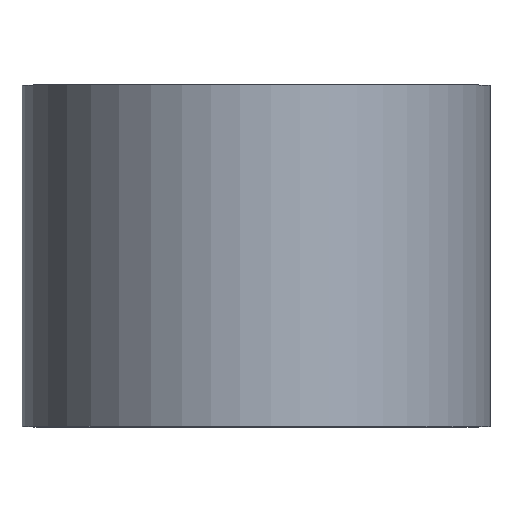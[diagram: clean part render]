
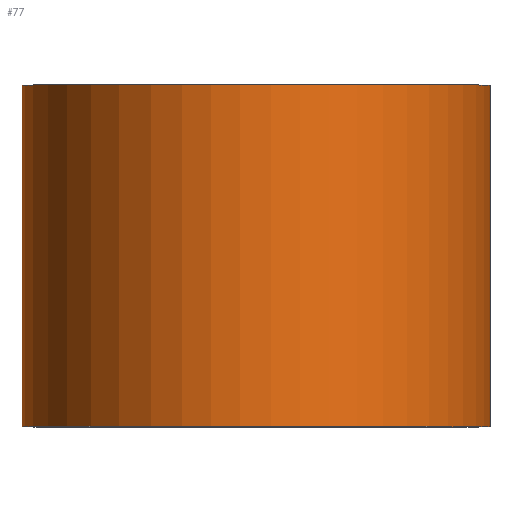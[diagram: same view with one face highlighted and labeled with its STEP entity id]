
A CAD part, top view. The second image highlights one B-rep face of the part: STEP entity #77.
In plain terms, the highlighted free-form (B-spline) face has degree [1, 2] with [2, 9] control points.
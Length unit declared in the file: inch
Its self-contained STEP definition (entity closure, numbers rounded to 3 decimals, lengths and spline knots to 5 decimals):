
#15=(
BOUNDED_SURFACE()
B_SPLINE_SURFACE(1,2,((#1093,#1094,#1095,#1096,#1097,#1098,#1099,#1100,
#1101),(#1102,#1103,#1104,#1105,#1106,#1107,#1108,#1109,#1110)),
 .UNSPECIFIED.,.F.,.T.,.F.)
B_SPLINE_SURFACE_WITH_KNOTS((2,2),(3,2,2,2,3),(0.,1.14613),(-3.14159,
-1.5708,0.,1.5708,3.14159),.UNSPECIFIED.)
GEOMETRIC_REPRESENTATION_ITEM()
RATIONAL_B_SPLINE_SURFACE(((1.,0.707,1.,0.707,1.,
0.707,1.,0.707,1.),(1.,0.707,1.,0.707,
1.,0.707,1.,0.707,1.)))
REPRESENTATION_ITEM('')
SURFACE()
);
#18=ELLIPSE('',#102,0.8725,0.685);
#19=ELLIPSE('',#103,0.8725,0.685);
#25=FACE_OUTER_BOUND('',#31,.T.);
#31=EDGE_LOOP('',(#66,#67,#68,#69));
#39=LINE('',#1112,#42);
#42=VECTOR('',#113,0.8725);
#46=VERTEX_POINT('',#1091);
#47=VERTEX_POINT('',#1111);
#53=EDGE_CURVE('',#46,#46,#18,.T.);
#54=EDGE_CURVE('',#46,#47,#39,.T.);
#55=EDGE_CURVE('',#47,#47,#19,.T.);
#66=ORIENTED_EDGE('',*,*,#53,.F.);
#67=ORIENTED_EDGE('',*,*,#54,.T.);
#68=ORIENTED_EDGE('',*,*,#55,.T.);
#69=ORIENTED_EDGE('',*,*,#54,.F.);
#77=ADVANCED_FACE('',(#25),#15,.F.);
#102=AXIS2_PLACEMENT_3D('',#1092,#111,#112);
#103=AXIS2_PLACEMENT_3D('',#1113,#114,#115);
#111=DIRECTION('center_axis',(0.,1.,0.));
#112=DIRECTION('ref_axis',(0.,0.,1.));
#113=DIRECTION('',(0.,-1.,0.));
#114=DIRECTION('center_axis',(0.,1.,0.));
#115=DIRECTION('ref_axis',(0.,0.,1.));
#1091=CARTESIAN_POINT('',(0.,1.,-0.8725));
#1092=CARTESIAN_POINT('Origin',(0.,1.,0.));
#1093=CARTESIAN_POINT('Ctrl Pts',(0.,0.,-0.8725));
#1094=CARTESIAN_POINT('Ctrl Pts',(-0.685,0.,-0.8725));
#1095=CARTESIAN_POINT('Ctrl Pts',(-0.685,0.,0.));
#1096=CARTESIAN_POINT('Ctrl Pts',(-0.685,0.,0.8725));
#1097=CARTESIAN_POINT('Ctrl Pts',(0.,0.,0.8725));
#1098=CARTESIAN_POINT('Ctrl Pts',(0.685,0.,0.8725));
#1099=CARTESIAN_POINT('Ctrl Pts',(0.685,0.,0.));
#1100=CARTESIAN_POINT('Ctrl Pts',(0.685,0.,-0.8725));
#1101=CARTESIAN_POINT('Ctrl Pts',(0.,0.,-0.8725));
#1102=CARTESIAN_POINT('Ctrl Pts',(0.,1.,-0.8725));
#1103=CARTESIAN_POINT('Ctrl Pts',(-0.685,1.,-0.8725));
#1104=CARTESIAN_POINT('Ctrl Pts',(-0.685,1.,0.));
#1105=CARTESIAN_POINT('Ctrl Pts',(-0.685,1.,0.8725));
#1106=CARTESIAN_POINT('Ctrl Pts',(0.,1.,0.8725));
#1107=CARTESIAN_POINT('Ctrl Pts',(0.685,1.,0.8725));
#1108=CARTESIAN_POINT('Ctrl Pts',(0.685,1.,0.));
#1109=CARTESIAN_POINT('Ctrl Pts',(0.685,1.,-0.8725));
#1110=CARTESIAN_POINT('Ctrl Pts',(0.,1.,-0.8725));
#1111=CARTESIAN_POINT('',(0.,0.,-0.8725));
#1112=CARTESIAN_POINT('',(0.,0.,-0.8725));
#1113=CARTESIAN_POINT('Origin',(0.,0.,0.));
